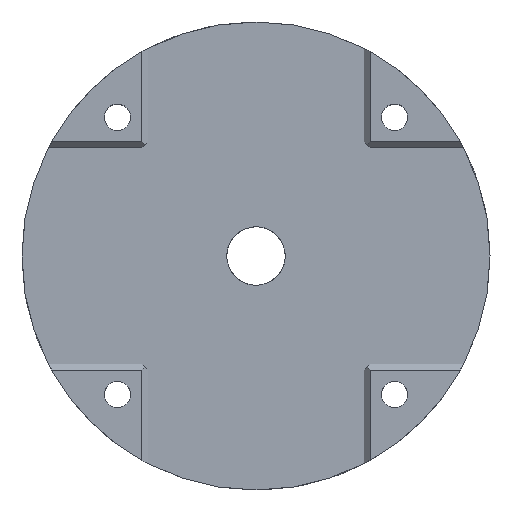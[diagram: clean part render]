
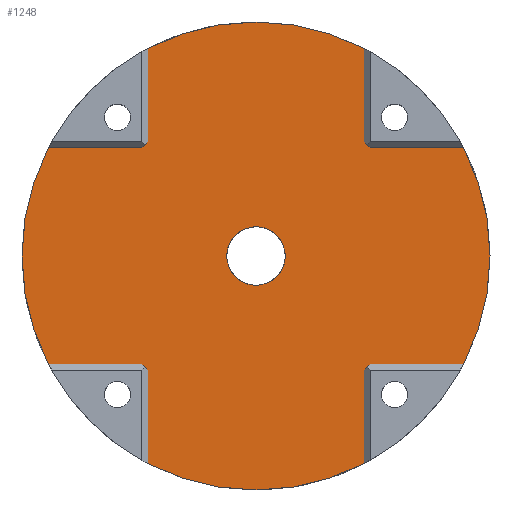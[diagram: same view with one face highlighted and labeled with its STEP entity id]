
A CAD part, top view. The second image highlights one B-rep face of the part: STEP entity #1248.
In plain terms, the highlighted planar face has unit normal (0, 0, 1).
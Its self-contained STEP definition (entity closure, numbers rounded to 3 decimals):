
#473=CARTESIAN_POINT('Axis2P3D Location',(0.,0.,3.5)) ;
#477=CARTESIAN_POINT('Vertex',(-2.397,-4.388,3.5)) ;
#479=CARTESIAN_POINT('Vertex',(2.397,4.388,3.5)) ;
#500=CARTESIAN_POINT('Axis2P3D Location',(0.,0.,3.5)) ;
#648=CARTESIAN_POINT('Vertex',(-35.465,-18.5,3.5)) ;
#651=CARTESIAN_POINT('Axis2P3D Location',(0.,0.,3.5)) ;
#655=CARTESIAN_POINT('Vertex',(-35.465,18.5,3.5)) ;
#683=CARTESIAN_POINT('Vertex',(-18.5,35.465,3.5)) ;
#686=CARTESIAN_POINT('Axis2P3D Location',(0.,0.,3.5)) ;
#690=CARTESIAN_POINT('Vertex',(18.5,35.465,3.5)) ;
#768=CARTESIAN_POINT('Vertex',(35.465,18.5,3.5)) ;
#771=CARTESIAN_POINT('Axis2P3D Location',(0.,0.,3.5)) ;
#775=CARTESIAN_POINT('Vertex',(35.465,-18.5,3.5)) ;
#803=CARTESIAN_POINT('Vertex',(18.5,-35.465,3.5)) ;
#806=CARTESIAN_POINT('Axis2P3D Location',(0.,0.,3.5)) ;
#810=CARTESIAN_POINT('Vertex',(-18.5,-35.465,3.5)) ;
#863=CARTESIAN_POINT('Line Origine',(-18.5,-27.482,3.5)) ;
#867=CARTESIAN_POINT('Vertex',(-18.5,-19.5,3.5)) ;
#891=CARTESIAN_POINT('Vertex',(-19.5,-18.5,3.5)) ;
#896=CARTESIAN_POINT('Line Origine',(-27.482,-18.5,3.5)) ;
#959=CARTESIAN_POINT('Line Origine',(-19.,-19.,3.5)) ;
#983=CARTESIAN_POINT('Vertex',(-19.5,18.5,3.5)) ;
#991=CARTESIAN_POINT('Line Origine',(-27.482,18.5,3.5)) ;
#1003=CARTESIAN_POINT('Line Origine',(-18.5,27.482,3.5)) ;
#1007=CARTESIAN_POINT('Vertex',(-18.5,19.5,3.5)) ;
#1074=CARTESIAN_POINT('Line Origine',(-19.,19.,3.5)) ;
#1091=CARTESIAN_POINT('Vertex',(19.5,18.5,3.5)) ;
#1096=CARTESIAN_POINT('Line Origine',(27.482,18.5,3.5)) ;
#1125=CARTESIAN_POINT('Line Origine',(18.5,27.482,3.5)) ;
#1129=CARTESIAN_POINT('Vertex',(18.5,19.5,3.5)) ;
#1190=CARTESIAN_POINT('Line Origine',(19.,19.,3.5)) ;
#1203=CARTESIAN_POINT('Axis2P3D Location',(0.,5.,3.5)) ;
#1208=CARTESIAN_POINT('Line Origine',(0.,-18.5,3.5)) ;
#1212=CARTESIAN_POINT('Vertex',(19.5,-18.5,3.5)) ;
#1215=CARTESIAN_POINT('Line Origine',(18.5,0.,3.5)) ;
#1219=CARTESIAN_POINT('Vertex',(18.5,-19.5,3.5)) ;
#1223=CARTESIAN_POINT('Control Point',(18.5,-19.5,3.5)) ;
#1224=CARTESIAN_POINT('Control Point',(19.5,-18.5,3.5)) ;
#474=DIRECTION('Axis2P3D Direction',(0.,0.,-1.)) ;
#501=DIRECTION('Axis2P3D Direction',(0.,0.,-1.)) ;
#652=DIRECTION('Axis2P3D Direction',(0.,0.,-1.)) ;
#687=DIRECTION('Axis2P3D Direction',(0.,0.,-1.)) ;
#772=DIRECTION('Axis2P3D Direction',(0.,0.,-1.)) ;
#807=DIRECTION('Axis2P3D Direction',(0.,0.,-1.)) ;
#864=DIRECTION('Vector Direction',(0.,1.,0.)) ;
#897=DIRECTION('Vector Direction',(1.,0.,0.)) ;
#960=DIRECTION('Vector Direction',(0.707,-0.707,0.)) ;
#992=DIRECTION('Vector Direction',(-1.,0.,0.)) ;
#1004=DIRECTION('Vector Direction',(0.,1.,0.)) ;
#1075=DIRECTION('Vector Direction',(-0.707,-0.707,0.)) ;
#1097=DIRECTION('Vector Direction',(-1.,0.,0.)) ;
#1126=DIRECTION('Vector Direction',(0.,-1.,0.)) ;
#1191=DIRECTION('Vector Direction',(0.707,-0.707,0.)) ;
#1204=DIRECTION('Axis2P3D Direction',(0.,0.,-1.)) ;
#1205=DIRECTION('Axis2P3D XDirection',(1.,0.,0.)) ;
#1209=DIRECTION('Vector Direction',(1.,0.,0.)) ;
#1216=DIRECTION('Vector Direction',(0.,-1.,0.)) ;
#475=AXIS2_PLACEMENT_3D('Circle Axis2P3D',#473,#474,$) ;
#502=AXIS2_PLACEMENT_3D('Circle Axis2P3D',#500,#501,$) ;
#653=AXIS2_PLACEMENT_3D('Circle Axis2P3D',#651,#652,$) ;
#688=AXIS2_PLACEMENT_3D('Circle Axis2P3D',#686,#687,$) ;
#773=AXIS2_PLACEMENT_3D('Circle Axis2P3D',#771,#772,$) ;
#808=AXIS2_PLACEMENT_3D('Circle Axis2P3D',#806,#807,$) ;
#1206=AXIS2_PLACEMENT_3D('Plane Axis2P3D',#1203,#1204,#1205) ;
#1227=ORIENTED_EDGE('',*,*,#1214,.T.) ;
#1228=ORIENTED_EDGE('',*,*,#777,.F.) ;
#1229=ORIENTED_EDGE('',*,*,#1100,.T.) ;
#1230=ORIENTED_EDGE('',*,*,#1194,.F.) ;
#1231=ORIENTED_EDGE('',*,*,#1131,.F.) ;
#1232=ORIENTED_EDGE('',*,*,#692,.F.) ;
#1233=ORIENTED_EDGE('',*,*,#1009,.F.) ;
#1234=ORIENTED_EDGE('',*,*,#1078,.F.) ;
#1235=ORIENTED_EDGE('',*,*,#995,.T.) ;
#1236=ORIENTED_EDGE('',*,*,#657,.F.) ;
#1237=ORIENTED_EDGE('',*,*,#900,.T.) ;
#1238=ORIENTED_EDGE('',*,*,#963,.F.) ;
#1239=ORIENTED_EDGE('',*,*,#869,.F.) ;
#1240=ORIENTED_EDGE('',*,*,#812,.F.) ;
#1241=ORIENTED_EDGE('',*,*,#1221,.F.) ;
#1242=ORIENTED_EDGE('',*,*,#1225,.F.) ;
#1245=ORIENTED_EDGE('',*,*,#504,.T.) ;
#1246=ORIENTED_EDGE('',*,*,#481,.T.) ;
#1247=FACE_BOUND('',#1244,.T.) ;
#865=VECTOR('Line Direction',#864,1.) ;
#898=VECTOR('Line Direction',#897,1.) ;
#961=VECTOR('Line Direction',#960,1.) ;
#993=VECTOR('Line Direction',#992,1.) ;
#1005=VECTOR('Line Direction',#1004,1.) ;
#1076=VECTOR('Line Direction',#1075,1.) ;
#1098=VECTOR('Line Direction',#1097,1.) ;
#1127=VECTOR('Line Direction',#1126,1.) ;
#1192=VECTOR('Line Direction',#1191,1.) ;
#1210=VECTOR('Line Direction',#1209,1.) ;
#1217=VECTOR('Line Direction',#1216,1.) ;
#1248=ADVANCED_FACE('Corps principal',(#1243,#1247),#1207,.F.) ;
#1222=B_SPLINE_CURVE_WITH_KNOTS('',1,(#1223,#1224),.UNSPECIFIED.,.F.,.U.,(2,2),(-0.707,0.707),.UNSPECIFIED.) ;
#476=CIRCLE('generated circle',#475,5.) ;
#503=CIRCLE('generated circle',#502,5.) ;
#654=CIRCLE('generated circle',#653,40.) ;
#689=CIRCLE('generated circle',#688,40.) ;
#774=CIRCLE('generated circle',#773,40.) ;
#809=CIRCLE('generated circle',#808,40.) ;
#481=EDGE_CURVE('',#478,#480,#476,.T.) ;
#504=EDGE_CURVE('',#480,#478,#503,.T.) ;
#657=EDGE_CURVE('',#649,#656,#654,.T.) ;
#692=EDGE_CURVE('',#684,#691,#689,.T.) ;
#777=EDGE_CURVE('',#769,#776,#774,.T.) ;
#812=EDGE_CURVE('',#804,#811,#809,.T.) ;
#869=EDGE_CURVE('',#811,#868,#866,.T.) ;
#900=EDGE_CURVE('',#649,#892,#899,.T.) ;
#963=EDGE_CURVE('',#868,#892,#962,.F.) ;
#995=EDGE_CURVE('',#984,#656,#994,.T.) ;
#1009=EDGE_CURVE('',#1008,#684,#1006,.T.) ;
#1078=EDGE_CURVE('',#984,#1008,#1077,.F.) ;
#1100=EDGE_CURVE('',#769,#1092,#1099,.T.) ;
#1131=EDGE_CURVE('',#691,#1130,#1128,.T.) ;
#1194=EDGE_CURVE('',#1130,#1092,#1193,.T.) ;
#1214=EDGE_CURVE('',#1213,#776,#1211,.T.) ;
#1221=EDGE_CURVE('',#1220,#804,#1218,.T.) ;
#1225=EDGE_CURVE('',#1213,#1220,#1222,.F.) ;
#1226=EDGE_LOOP('',(#1227,#1228,#1229,#1230,#1231,#1232,#1233,#1234,#1235,#1236,#1237,#1238,#1239,#1240,#1241,#1242)) ;
#1244=EDGE_LOOP('',(#1245,#1246)) ;
#1243=FACE_OUTER_BOUND('',#1226,.T.) ;
#866=LINE('Line',#863,#865) ;
#899=LINE('Line',#896,#898) ;
#962=LINE('Line',#959,#961) ;
#994=LINE('Line',#991,#993) ;
#1006=LINE('Line',#1003,#1005) ;
#1077=LINE('Line',#1074,#1076) ;
#1099=LINE('Line',#1096,#1098) ;
#1128=LINE('Line',#1125,#1127) ;
#1193=LINE('Line',#1190,#1192) ;
#1211=LINE('Line',#1208,#1210) ;
#1218=LINE('Line',#1215,#1217) ;
#1207=PLANE('Plane',#1206) ;
#478=VERTEX_POINT('',#477) ;
#480=VERTEX_POINT('',#479) ;
#649=VERTEX_POINT('',#648) ;
#656=VERTEX_POINT('',#655) ;
#684=VERTEX_POINT('',#683) ;
#691=VERTEX_POINT('',#690) ;
#769=VERTEX_POINT('',#768) ;
#776=VERTEX_POINT('',#775) ;
#804=VERTEX_POINT('',#803) ;
#811=VERTEX_POINT('',#810) ;
#868=VERTEX_POINT('',#867) ;
#892=VERTEX_POINT('',#891) ;
#984=VERTEX_POINT('',#983) ;
#1008=VERTEX_POINT('',#1007) ;
#1092=VERTEX_POINT('',#1091) ;
#1130=VERTEX_POINT('',#1129) ;
#1213=VERTEX_POINT('',#1212) ;
#1220=VERTEX_POINT('',#1219) ;
